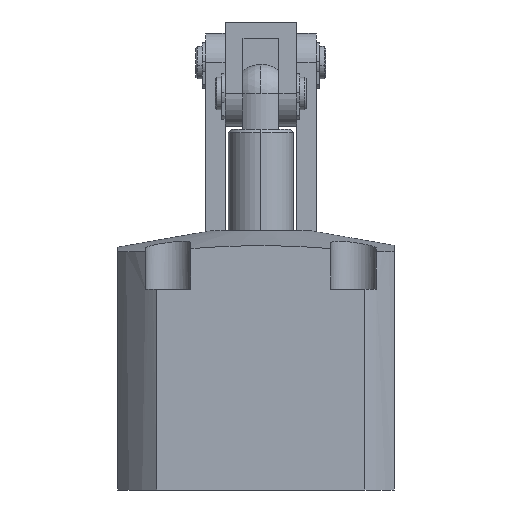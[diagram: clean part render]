
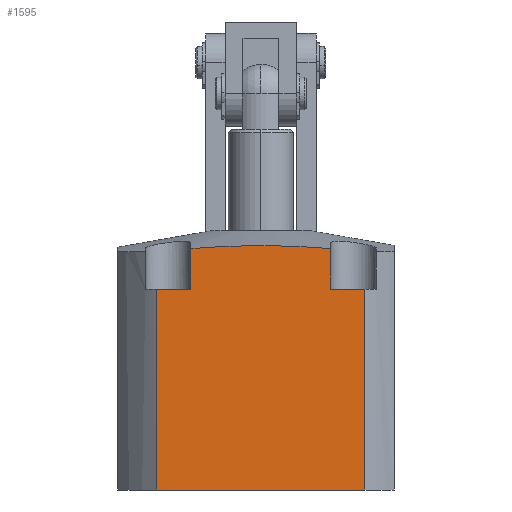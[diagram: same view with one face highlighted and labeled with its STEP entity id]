
A CAD part, front view. The second image highlights one B-rep face of the part: STEP entity #1595.
In plain terms, the highlighted planar face has unit normal (0, -1, 0).
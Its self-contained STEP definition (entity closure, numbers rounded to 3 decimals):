
#495 = B_SPLINE_CURVE_WITH_KNOTS ( 'NONE', 3,
 ( #8674, #8675, #8669, #8668, #8667, #8666, #8665, #8664, #8663 ),
 .UNSPECIFIED., .F., .F.,
 ( 4, 2, 1, 2, 4 ),
 ( 0.12, 0.13, 0.141, 0.152, 0.163 ),
 .UNSPECIFIED. ) ;
#904 = CARTESIAN_POINT ( 'NONE',  ( 21.5, -41., 12. ) ) ;
#911 = CARTESIAN_POINT ( 'NONE',  ( -21.5, -41., 12. ) ) ;
#1457 = VERTEX_POINT ( 'NONE', #8902 ) ;
#1462 = VERTEX_POINT ( 'NONE', #8897 ) ;
#1472 = VERTEX_POINT ( 'NONE', #8887 ) ;
#1595 = ADVANCED_FACE ( 'NONE', ( #1716 ), #5103, .F. ) ;
#1716 = FACE_OUTER_BOUND ( 'NONE', #3581, .T. ) ;
#1842 = CARTESIAN_POINT ( 'NONE',  ( -31.984, -41., -49.7 ) ) ;
#1868 = CARTESIAN_POINT ( 'NONE',  ( 31.984, -41., -49.7 ) ) ;
#2003 = CARTESIAN_POINT ( 'NONE',  ( -31.984, -41., 12. ) ) ;
#3581 = EDGE_LOOP ( 'NONE', ( #4012, #4083, #4133, #6888, #6884, #6886, #6860, #6859 ) ) ;
#4012 = ORIENTED_EDGE ( 'NONE', *, *, #6039, .F. ) ;
#4083 = ORIENTED_EDGE ( 'NONE', *, *, #6040, .T. ) ;
#4133 = ORIENTED_EDGE ( 'NONE', *, *, #6011, .T. ) ;
#5103 = PLANE ( 'NONE',  #5682 ) ;
#5197 = DIRECTION ( 'NONE',  ( 0., 1., 0. ) ) ;
#5198 = DIRECTION ( 'NONE',  ( 0., 0., 1. ) ) ;
#5203 = CARTESIAN_POINT ( 'NONE',  ( 0., -41., 30. ) ) ;
#5682 = AXIS2_PLACEMENT_3D ( 'NONE', #5203, #5197, #5198 ) ;
#6011 = EDGE_CURVE ( 'NONE', #1457, #1462, #495, .T. ) ;
#6035 = EDGE_CURVE ( 'NONE', #1472, #7015, #7311, .T. ) ;
#6039 = EDGE_CURVE ( 'NONE', #8433, #1472, #7314, .T. ) ;
#6040 = EDGE_CURVE ( 'NONE', #8433, #1457, #7318, .T. ) ;
#6042 = EDGE_CURVE ( 'NONE', #8427, #1462, #7322, .T. ) ;
#6043 = EDGE_CURVE ( 'NONE', #7016, #8427, #7316, .T. ) ;
#6045 = EDGE_CURVE ( 'NONE', #7016, #7011, #7327, .T. ) ;
#6047 = EDGE_CURVE ( 'NONE', #7015, #7011, #7330, .T. ) ;
#6859 = ORIENTED_EDGE ( 'NONE', *, *, #6035, .F. ) ;
#6860 = ORIENTED_EDGE ( 'NONE', *, *, #6047, .F. ) ;
#6884 = ORIENTED_EDGE ( 'NONE', *, *, #6043, .F. ) ;
#6886 = ORIENTED_EDGE ( 'NONE', *, *, #6045, .T. ) ;
#6888 = ORIENTED_EDGE ( 'NONE', *, *, #6042, .F. ) ;
#7011 = VERTEX_POINT ( 'NONE', #1842 ) ;
#7015 = VERTEX_POINT ( 'NONE', #1868 ) ;
#7016 = VERTEX_POINT ( 'NONE', #2003 ) ;
#7311 = LINE ( 'NONE', #7815, #7313 ) ;
#7313 = VECTOR ( 'NONE', #7817, 1000. ) ;
#7314 = LINE ( 'NONE', #7765, #7319 ) ;
#7316 = LINE ( 'NONE', #7747, #7326 ) ;
#7318 = LINE ( 'NONE', #7754, #7321 ) ;
#7319 = VECTOR ( 'NONE', #7758, 1000. ) ;
#7321 = VECTOR ( 'NONE', #7753, 1000. ) ;
#7322 = LINE ( 'NONE', #7763, #7324 ) ;
#7324 = VECTOR ( 'NONE', #7769, 1000. ) ;
#7326 = VECTOR ( 'NONE', #7733, 1000. ) ;
#7327 = LINE ( 'NONE', #7730, #7329 ) ;
#7329 = VECTOR ( 'NONE', #7738, 1000. ) ;
#7330 = LINE ( 'NONE', #8168, #7333 ) ;
#7333 = VECTOR ( 'NONE', #8167, 1000. ) ;
#7730 = CARTESIAN_POINT ( 'NONE',  ( -31.984, -41., 30. ) ) ;
#7733 = DIRECTION ( 'NONE',  ( 1., 0., 0. ) ) ;
#7738 = DIRECTION ( 'NONE',  ( 0., 0., -1. ) ) ;
#7747 = CARTESIAN_POINT ( 'NONE',  ( 0., -41., 12. ) ) ;
#7753 = DIRECTION ( 'NONE',  ( 0., 0., 1. ) ) ;
#7754 = CARTESIAN_POINT ( 'NONE',  ( 21.5, -41., 12. ) ) ;
#7758 = DIRECTION ( 'NONE',  ( 1., 0., 0. ) ) ;
#7763 = CARTESIAN_POINT ( 'NONE',  ( -21.5, -41., 12. ) ) ;
#7765 = CARTESIAN_POINT ( 'NONE',  ( 0., -41., 12. ) ) ;
#7769 = DIRECTION ( 'NONE',  ( 0., 0., 1. ) ) ;
#7815 = CARTESIAN_POINT ( 'NONE',  ( 31.984, -41., 30. ) ) ;
#7817 = DIRECTION ( 'NONE',  ( 0., 0., -1. ) ) ;
#8167 = DIRECTION ( 'NONE',  ( -1., 0., 0. ) ) ;
#8168 = CARTESIAN_POINT ( 'NONE',  ( 31.984, -41., -49.7 ) ) ;
#8427 = VERTEX_POINT ( 'NONE', #911 ) ;
#8433 = VERTEX_POINT ( 'NONE', #904 ) ;
#8663 = CARTESIAN_POINT ( 'NONE',  ( -21.5, -41., 24.482 ) ) ;
#8664 = CARTESIAN_POINT ( 'NONE',  ( -17.916, -41., 24.775 ) ) ;
#8665 = CARTESIAN_POINT ( 'NONE',  ( -14.333, -41., 25.011 ) ) ;
#8666 = CARTESIAN_POINT ( 'NONE',  ( -7.166, -41., 25.331 ) ) ;
#8667 = CARTESIAN_POINT ( 'NONE',  ( 0.001, -41., 25.5 ) ) ;
#8668 = CARTESIAN_POINT ( 'NONE',  ( 7.167, -41., 25.331 ) ) ;
#8669 = CARTESIAN_POINT ( 'NONE',  ( 14.334, -41., 25.011 ) ) ;
#8674 = CARTESIAN_POINT ( 'NONE',  ( 21.5, -41., 24.482 ) ) ;
#8675 = CARTESIAN_POINT ( 'NONE',  ( 17.917, -41., 24.775 ) ) ;
#8887 = CARTESIAN_POINT ( 'NONE',  ( 31.984, -41., 12. ) ) ;
#8897 = CARTESIAN_POINT ( 'NONE',  ( -21.5, -41., 24.482 ) ) ;
#8902 = CARTESIAN_POINT ( 'NONE',  ( 21.5, -41., 24.482 ) ) ;
